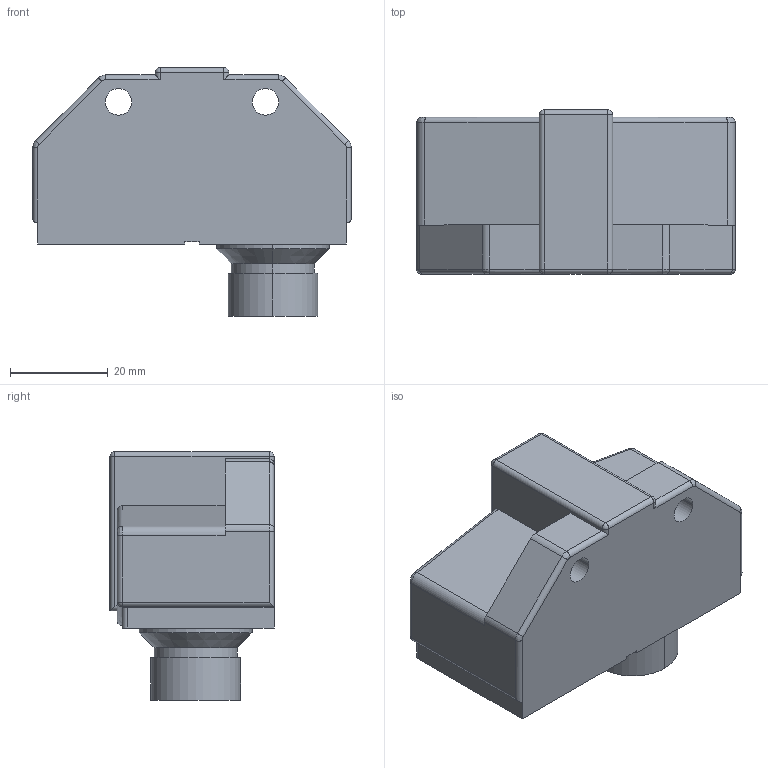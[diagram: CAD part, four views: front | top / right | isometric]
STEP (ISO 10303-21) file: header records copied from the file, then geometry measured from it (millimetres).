
FILE_DESCRIPTION((''),'2;1');
FILE_NAME('DM_CAD-0288B','2021-02-24T09:06:41',('creinig-se'),(''),'CREO PARAMETRIC BY PTC INC, 2019292','CREO PARAMETRIC BY PTC INC, 2019292','');
FILE_SCHEMA(('CONFIG_CONTROL_DESIGN','SHAPE_APPEARANCE_LAYERS_GROUPS'));
Length unit declared in the file: millimetre
Products named in the file (1): DM_CAD-0288B
Bounding box: 65 x 33.5 x 50.77 mm (x, y, z)
Volume: 59075.8 mm3; surface area: 12037.9 mm2
Topology: 1 solids, 1 shells, 122 faces, 411 edges, 311 vertices
Faces by surface type: cylinder 60, plane 36, sphere 14, bspline 7, cone 4, torus 1
Entity records: 6238 total; most frequent: CARTESIAN_POINT 988, DIRECTION 756, ORIENTED_EDGE 562, PRESENTATION_STYLE_ASSIGNMENT 461, STYLED_ITEM 426, CURVE_STYLE 412, EDGE_CURVE 281, AXIS2_PLACEMENT_3D 265
